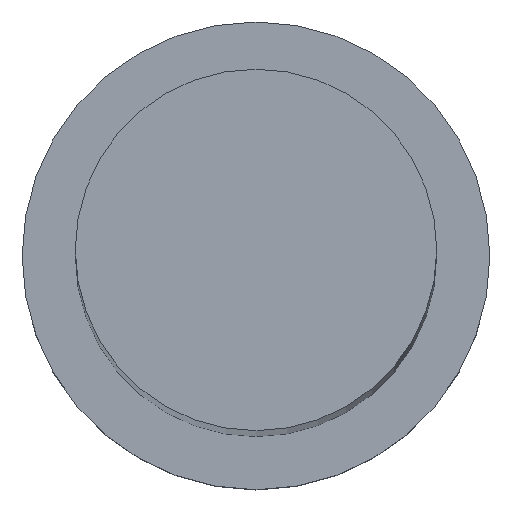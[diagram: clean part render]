
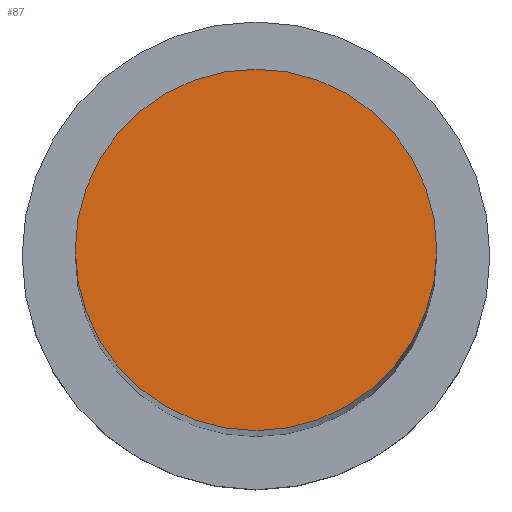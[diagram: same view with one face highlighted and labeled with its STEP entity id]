
A CAD part, top view. The second image highlights one B-rep face of the part: STEP entity #87.
In plain terms, the highlighted planar face has unit normal (0, 0, 1).
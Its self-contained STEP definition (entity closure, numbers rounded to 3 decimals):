
#1 = AXIS2_PLACEMENT_3D ( 'NONE', #224, #48, #31 ) ;
#2 = VERTEX_POINT ( 'NONE', #32 ) ;
#10 = EDGE_LOOP ( 'NONE', ( #222, #82 ) ) ;
#11 = DIRECTION ( 'NONE',  ( 1., 0., 0. ) ) ;
#28 = CIRCLE ( 'NONE', #76, 8.5 ) ;
#31 = DIRECTION ( 'NONE',  ( 1., 0., 0. ) ) ;
#32 = CARTESIAN_POINT ( 'NONE',  ( 8.5, 0., 167. ) ) ;
#48 = DIRECTION ( 'NONE',  ( 0., 0., 1. ) ) ;
#53 = CIRCLE ( 'NONE', #1, 8.5 ) ;
#76 = AXIS2_PLACEMENT_3D ( 'NONE', #84, #245, #204 ) ;
#82 = ORIENTED_EDGE ( 'NONE', *, *, #107, .T. ) ;
#84 = CARTESIAN_POINT ( 'NONE',  ( 0., 0., 167. ) ) ;
#87 = ADVANCED_FACE ( 'NONE', ( #227 ), #188, .T. ) ;
#107 = EDGE_CURVE ( 'NONE', #2, #205, #28, .T. ) ;
#132 = EDGE_CURVE ( 'NONE', #205, #2, #53, .T. ) ;
#149 = AXIS2_PLACEMENT_3D ( 'NONE', #150, #184, #11 ) ;
#150 = CARTESIAN_POINT ( 'NONE',  ( 0., 0., 167. ) ) ;
#184 = DIRECTION ( 'NONE',  ( 0., 0., 1. ) ) ;
#188 = PLANE ( 'NONE',  #149 ) ;
#193 = CARTESIAN_POINT ( 'NONE',  ( -8.5, 0., 167. ) ) ;
#204 = DIRECTION ( 'NONE',  ( 1., 0., 0. ) ) ;
#205 = VERTEX_POINT ( 'NONE', #193 ) ;
#222 = ORIENTED_EDGE ( 'NONE', *, *, #132, .T. ) ;
#224 = CARTESIAN_POINT ( 'NONE',  ( 0., 0., 167. ) ) ;
#227 = FACE_OUTER_BOUND ( 'NONE', #10, .T. ) ;
#245 = DIRECTION ( 'NONE',  ( 0., 0., 1. ) ) ;
